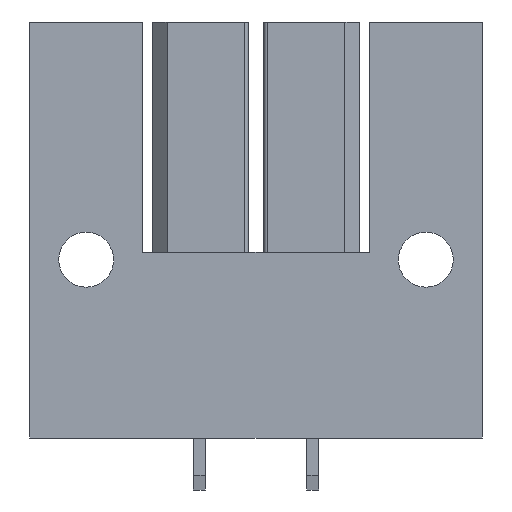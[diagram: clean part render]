
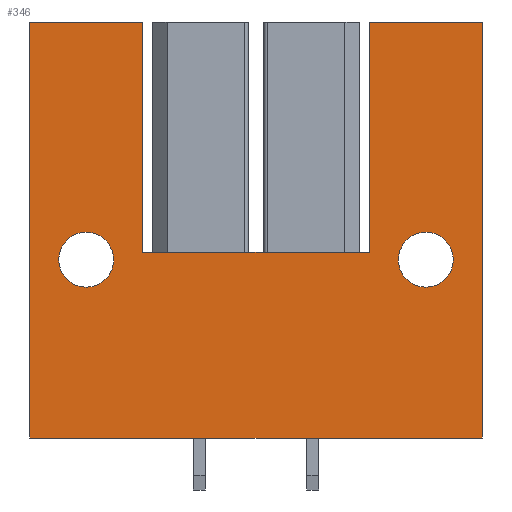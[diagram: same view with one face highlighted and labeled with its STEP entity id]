
A CAD part, front view. The second image highlights one B-rep face of the part: STEP entity #346.
In plain terms, the highlighted planar face has unit normal (0, -1, 0).
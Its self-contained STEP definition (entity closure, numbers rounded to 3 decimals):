
#242=AXIS2_PLACEMENT_3D('Plane Axis2P3D',#239,#240,#241) ;
#312=AXIS2_PLACEMENT_3D('Circle Axis2P3D',#310,#311,$) ;
#321=AXIS2_PLACEMENT_3D('Circle Axis2P3D',#319,#320,$) ;
#330=AXIS2_PLACEMENT_3D('Circle Axis2P3D',#328,#329,$) ;
#339=AXIS2_PLACEMENT_3D('Circle Axis2P3D',#337,#338,$) ;
#239=CARTESIAN_POINT('Axis2P3D Location',(22.86,0.,3.5)) ;
#244=CARTESIAN_POINT('Line Origine',(15.24,0.,3.5)) ;
#248=CARTESIAN_POINT('Vertex',(30.48,0.,3.5)) ;
#250=CARTESIAN_POINT('Vertex',(0.,0.,3.5)) ;
#253=CARTESIAN_POINT('Line Origine',(30.48,0.,17.5)) ;
#257=CARTESIAN_POINT('Vertex',(30.48,0.,31.5)) ;
#260=CARTESIAN_POINT('Line Origine',(26.67,0.,31.5)) ;
#264=CARTESIAN_POINT('Vertex',(22.86,0.,31.5)) ;
#267=CARTESIAN_POINT('Line Origine',(22.86,0.,23.75)) ;
#271=CARTESIAN_POINT('Vertex',(22.86,0.,16.)) ;
#274=CARTESIAN_POINT('Line Origine',(15.24,0.,16.)) ;
#278=CARTESIAN_POINT('Vertex',(7.62,0.,16.)) ;
#281=CARTESIAN_POINT('Line Origine',(7.62,0.,23.75)) ;
#285=CARTESIAN_POINT('Vertex',(7.62,0.,31.5)) ;
#288=CARTESIAN_POINT('Line Origine',(3.81,0.,31.5)) ;
#292=CARTESIAN_POINT('Vertex',(0.,0.,31.5)) ;
#295=CARTESIAN_POINT('Line Origine',(0.,0.,17.5)) ;
#310=CARTESIAN_POINT('Axis2P3D Location',(26.67,0.,15.5)) ;
#314=CARTESIAN_POINT('Vertex',(28.52,0.,15.5)) ;
#316=CARTESIAN_POINT('Vertex',(24.82,0.,15.5)) ;
#319=CARTESIAN_POINT('Axis2P3D Location',(26.67,0.,15.5)) ;
#328=CARTESIAN_POINT('Axis2P3D Location',(3.81,0.,15.5)) ;
#332=CARTESIAN_POINT('Vertex',(5.66,0.,15.5)) ;
#334=CARTESIAN_POINT('Vertex',(1.96,0.,15.5)) ;
#337=CARTESIAN_POINT('Axis2P3D Location',(3.81,0.,15.5)) ;
#240=DIRECTION('Axis2P3D Direction',(0.,1.,-0.)) ;
#241=DIRECTION('Axis2P3D XDirection',(-1.,0.,0.)) ;
#245=DIRECTION('Vector Direction',(1.,0.,0.)) ;
#254=DIRECTION('Vector Direction',(0.,0.,-1.)) ;
#261=DIRECTION('Vector Direction',(1.,0.,0.)) ;
#268=DIRECTION('Vector Direction',(0.,0.,-1.)) ;
#275=DIRECTION('Vector Direction',(-1.,0.,0.)) ;
#282=DIRECTION('Vector Direction',(0.,0.,-1.)) ;
#289=DIRECTION('Vector Direction',(1.,0.,0.)) ;
#296=DIRECTION('Vector Direction',(0.,0.,-1.)) ;
#311=DIRECTION('Axis2P3D Direction',(0.,1.,-0.)) ;
#320=DIRECTION('Axis2P3D Direction',(0.,1.,-0.)) ;
#329=DIRECTION('Axis2P3D Direction',(0.,1.,-0.)) ;
#338=DIRECTION('Axis2P3D Direction',(0.,1.,-0.)) ;
#246=VECTOR('Line Direction',#245,1.) ;
#255=VECTOR('Line Direction',#254,1.) ;
#262=VECTOR('Line Direction',#261,1.) ;
#269=VECTOR('Line Direction',#268,1.) ;
#276=VECTOR('Line Direction',#275,1.) ;
#283=VECTOR('Line Direction',#282,1.) ;
#290=VECTOR('Line Direction',#289,1.) ;
#297=VECTOR('Line Direction',#296,1.) ;
#301=ORIENTED_EDGE('',*,*,#252,.F.) ;
#302=ORIENTED_EDGE('',*,*,#259,.T.) ;
#303=ORIENTED_EDGE('',*,*,#266,.T.) ;
#304=ORIENTED_EDGE('',*,*,#273,.F.) ;
#305=ORIENTED_EDGE('',*,*,#280,.F.) ;
#306=ORIENTED_EDGE('',*,*,#287,.T.) ;
#307=ORIENTED_EDGE('',*,*,#294,.F.) ;
#308=ORIENTED_EDGE('',*,*,#299,.F.) ;
#325=ORIENTED_EDGE('',*,*,#318,.F.) ;
#326=ORIENTED_EDGE('',*,*,#323,.F.) ;
#343=ORIENTED_EDGE('',*,*,#336,.T.) ;
#344=ORIENTED_EDGE('',*,*,#341,.T.) ;
#327=FACE_BOUND('',#324,.T.) ;
#345=FACE_BOUND('',#342,.T.) ;
#346=ADVANCED_FACE('HOUSING',(#309,#327,#345),#243,.F.) ;
#313=CIRCLE('generated circle',#312,1.85) ;
#322=CIRCLE('generated circle',#321,1.85) ;
#331=CIRCLE('generated circle',#330,1.85) ;
#340=CIRCLE('generated circle',#339,1.85) ;
#252=EDGE_CURVE('',#249,#251,#247,.F.) ;
#259=EDGE_CURVE('',#249,#258,#256,.F.) ;
#266=EDGE_CURVE('',#258,#265,#263,.F.) ;
#273=EDGE_CURVE('',#272,#265,#270,.F.) ;
#280=EDGE_CURVE('',#279,#272,#277,.F.) ;
#287=EDGE_CURVE('',#279,#286,#284,.F.) ;
#294=EDGE_CURVE('',#293,#286,#291,.T.) ;
#299=EDGE_CURVE('',#251,#293,#298,.F.) ;
#318=EDGE_CURVE('',#315,#317,#313,.F.) ;
#323=EDGE_CURVE('',#317,#315,#322,.F.) ;
#336=EDGE_CURVE('',#333,#335,#331,.T.) ;
#341=EDGE_CURVE('',#335,#333,#340,.T.) ;
#300=EDGE_LOOP('',(#301,#302,#303,#304,#305,#306,#307,#308)) ;
#324=EDGE_LOOP('',(#325,#326)) ;
#342=EDGE_LOOP('',(#343,#344)) ;
#309=FACE_OUTER_BOUND('',#300,.T.) ;
#247=LINE('Line',#244,#246) ;
#256=LINE('Line',#253,#255) ;
#263=LINE('Line',#260,#262) ;
#270=LINE('Line',#267,#269) ;
#277=LINE('Line',#274,#276) ;
#284=LINE('Line',#281,#283) ;
#291=LINE('Line',#288,#290) ;
#298=LINE('Line',#295,#297) ;
#243=PLANE('',#242) ;
#249=VERTEX_POINT('',#248) ;
#251=VERTEX_POINT('',#250) ;
#258=VERTEX_POINT('',#257) ;
#265=VERTEX_POINT('',#264) ;
#272=VERTEX_POINT('',#271) ;
#279=VERTEX_POINT('',#278) ;
#286=VERTEX_POINT('',#285) ;
#293=VERTEX_POINT('',#292) ;
#315=VERTEX_POINT('',#314) ;
#317=VERTEX_POINT('',#316) ;
#333=VERTEX_POINT('',#332) ;
#335=VERTEX_POINT('',#334) ;
